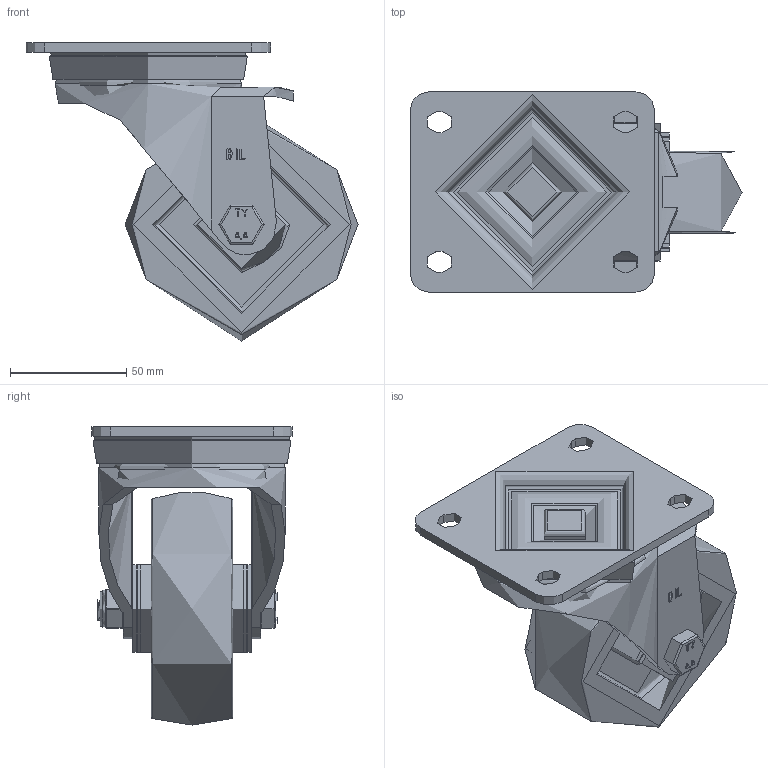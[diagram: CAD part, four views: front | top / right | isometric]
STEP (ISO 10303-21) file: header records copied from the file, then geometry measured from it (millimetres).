
FILE_DESCRIPTION(/* description */ (''),/* implementation_level */ '2;1');
FILE_NAME(/* name */ 'BZH100NYHD.step',/* time_stamp */ '2024-08-16T15:41:53+01:00',/* author */ (''),/* organization */ (''),/* preprocessor_version */ 'ST-DEVELOPER v20',/* originating_system */ 'Autodesk Translation Framework v13.14.0.145',/* authorisation */ '');
FILE_SCHEMA (('AUTOMOTIVE_DESIGN { 1 0 10303 214 3 1 1 }'));
Length unit declared in the file: millimetre
Products named in the file (27): BZH100NY/HD; BZH100AS - 2 v1; ZINC PLATED, PRESSED STEEL TOP PLATE (1); ZINC PLATED, PRESSED STEEL FORKS (1); BEARING SEAL; BZXH100WNY20 v1; NYLON WHEEL; TUBEM20X50 v1; ZINC PLATED, STEEL TUBE; WP20X40X2 v1; NYLON WASHER; Component1; WP20X40X2 v1 (1); NYLON WASHER (1); Component1 (1); HEXBOLTM10X70Z8.8 v2; GRADE 8.8 THREADED ZINC PLATED BOLT; NYLOCM10Z v1; NYLOC NUT; RUBBER; NUT; WP20X40X2 v1 (2); NYLON WASHER (2); Component1 (2); WP20X40X2 v1 (3); NYLON WASHER (3); Component1 (3)
Assembly tree (26 placements, depth 4):
  BZH100NY/HD
    BZH100AS - 2 v1
      ZINC PLATED, PRESSED STEEL TOP PLATE (1)
      ZINC PLATED, PRESSED STEEL FORKS (1)
      BEARING SEAL
    BZXH100WNY20 v1
      NYLON WHEEL
    TUBEM20X50 v1
      ZINC PLATED, STEEL TUBE
    WP20X40X2 v1
      NYLON WASHER
        Component1
    WP20X40X2 v1 (1)
      NYLON WASHER (1)
        Component1 (1)
    HEXBOLTM10X70Z8.8 v2
      GRADE 8.8 THREADED ZINC PLATED BOLT
    NYLOCM10Z v1
      NYLOC NUT
        RUBBER
        NUT
    WP20X40X2 v1 (2)
      NYLON WASHER (2)
        Component1 (2)
    WP20X40X2 v1 (3)
      NYLON WASHER (3)
        Component1 (3)
Bounding box: 142.5 x 86 x 128 mm (x, y, z)
Volume: 326397.6 mm3; surface area: 115951.1 mm2
Topology: 12 solids, 12 shells, 396 faces, 952 edges, 606 vertices
Faces by surface type: plane 177, cylinder 125, bspline 51, torus 22, sphere 12, cone 9
Full cylindrical faces by diameter (mm): 8.141 x18, 9.85 x19, 10 x3, 10.2 x2, 10.5 x1, 12 x2, 16 x2, 19.9 x1, 20 x1, 20.1 x1, 21 x4, 25 x2, 31 x1, 32 x1, 37.5 x6, 50.5 x1, 72 x1, 80 x1
Entity records: 18453 total; most frequent: CARTESIAN_POINT 8793, ORIENTED_EDGE 1904, DIRECTION 1829, EDGE_CURVE 952, AXIS2_PLACEMENT_3D 678, VERTEX_POINT 606, LINE 473, VECTOR 473
